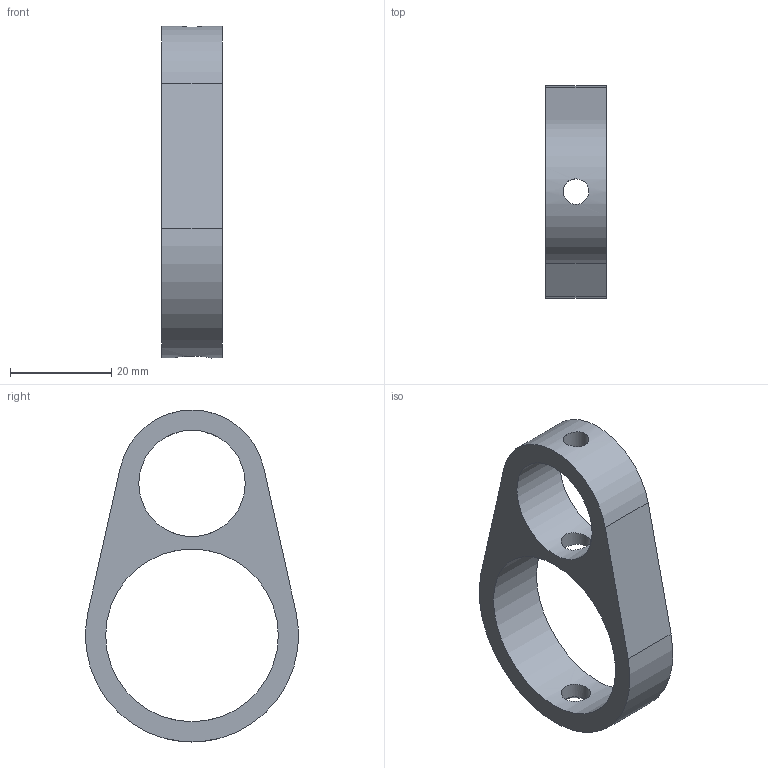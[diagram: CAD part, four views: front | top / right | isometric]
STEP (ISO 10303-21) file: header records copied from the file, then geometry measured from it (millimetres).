
FILE_DESCRIPTION(/* description */ (''),/* implementation_level */ '2;1');
FILE_NAME(/* name */ 'ANSE ACIER.step',/* time_stamp */ '2020-11-03T16:08:42+01:00',/* author */ (''),/* organization */ (''),/* preprocessor_version */ 'ST-DEVELOPER v18.1',/* originating_system */ 'Autodesk Translation Framework v9.3.0.1241',/* authorisation */ '');
FILE_SCHEMA (('AUTOMOTIVE_DESIGN { 1 0 10303 214 3 1 1 }'));
Length unit declared in the file: millimetre
Products named in the file (1): ANSE ACIER
Bounding box: 12 x 42.05 x 65.55 mm (x, y, z)
Volume: 10039.6 mm3; surface area: 5903.1 mm2
Topology: 1 solids, 1 shells, 12 faces, 39 edges, 27 vertices
Faces by surface type: cylinder 7, plane 4, bspline 1
Full cylindrical faces by diameter (mm): 5.035 x1, 5.8 x2, 21 x1, 34.1 x1
Entity records: 796 total; most frequent: CARTESIAN_POINT 413, ORIENTED_EDGE 78, DIRECTION 56, EDGE_CURVE 39, VERTEX_POINT 27, EDGE_LOOP 20, AXIS2_PLACEMENT_3D 20, LINE 16
